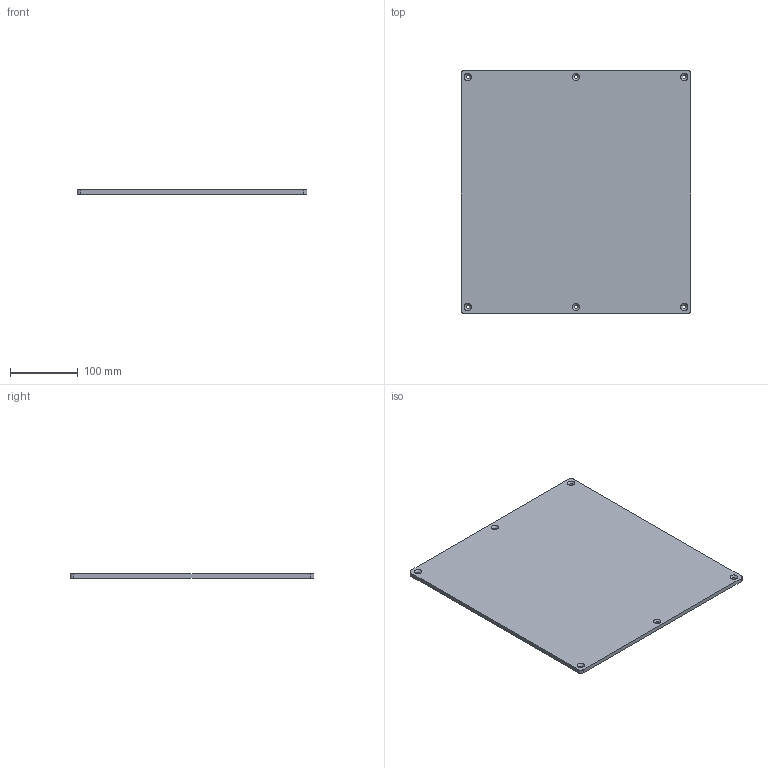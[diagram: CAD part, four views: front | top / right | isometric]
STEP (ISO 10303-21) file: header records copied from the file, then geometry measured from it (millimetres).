
FILE_DESCRIPTION(('FreeCAD Model'),'2;1');
FILE_NAME('Open CASCADE Shape Model','2023-09-27T12:56:28',('Author'),( ''),'Open CASCADE STEP processor 7.6','FreeCAD','Unknown');
FILE_SCHEMA(('AUTOMOTIVE_DESIGN { 1 0 10303 214 1 1 1 1 }'));
Length unit declared in the file: millimetre
Products named in the file (1): Chamfer
Bounding box: 340 x 360 x 6 mm (x, y, z)
Volume: 732978.3 mm3; surface area: 253339.6 mm2
Topology: 1 solids, 1 shells, 22 faces, 54 edges, 34 vertices
Faces by surface type: cylinder 10, plane 6, cone 6
Full cylindrical faces by diameter (mm): 5.1 x6
Entity records: 1410 total; most frequent: CARTESIAN_POINT 267, DIRECTION 216, ORIENTED_EDGE 108, PCURVE 108, DEFINITIONAL_REPRESENTATION 108, LINE 104, VECTOR 104, EDGE_CURVE 54
